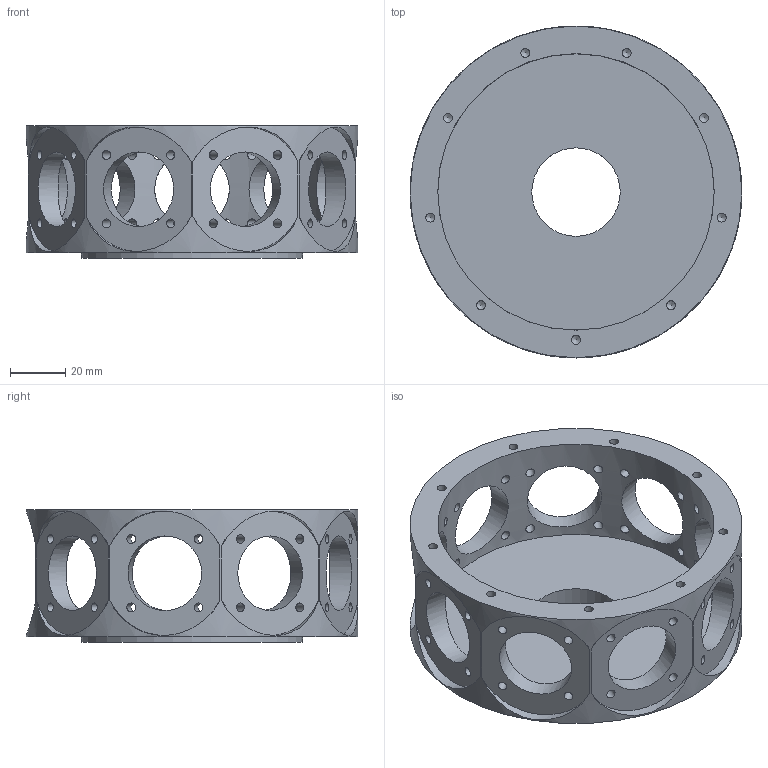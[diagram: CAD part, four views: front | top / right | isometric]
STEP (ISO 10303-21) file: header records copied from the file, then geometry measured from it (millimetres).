
FILE_DESCRIPTION((''),'2;1');
FILE_NAME('Teil 37 Motorgehäuse.stp','2013-02-18T10:48:49',('Walter'),(''),'Autodesk Inventor 2013','Autodesk Inventor 2013','');
FILE_SCHEMA(('AUTOMOTIVE_DESIGN { 1 0 10303 214 1 1 1 1 }'));
Length unit declared in the file: millimetre
Products named in the file (1): Teil 37 Motorgehäuse
Bounding box: 120 x 120 x 48 mm (x, y, z)
Volume: 134672.9 mm3; surface area: 53800.2 mm2
Topology: 1 solids, 1 shells, 116 faces, 343 edges, 238 vertices
Faces by surface type: cylinder 85, cone 18, plane 13
Full cylindrical faces by diameter (mm): 3.242 x54, 27 x9, 32 x1, 80 x1, 100 x1, 120 x1
Entity records: 5054 total; most frequent: CARTESIAN_POINT 2464, DIRECTION 466, ORIENTED_EDGE 412, EDGE_LOOP 304, AXIS2_PLACEMENT_3D 224, EDGE_CURVE 206, VERTEX_POINT 188, FACE_BOUND 188
